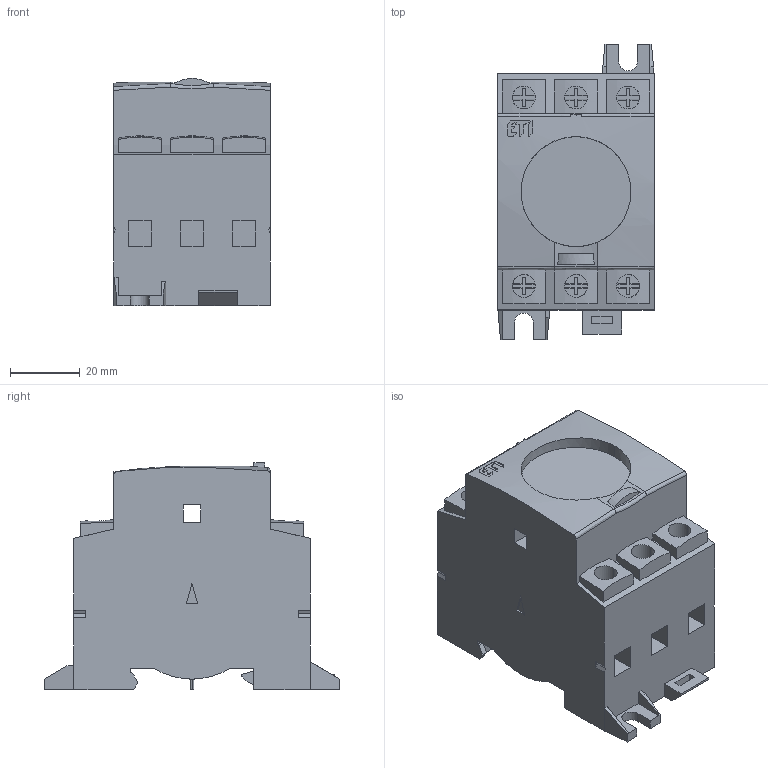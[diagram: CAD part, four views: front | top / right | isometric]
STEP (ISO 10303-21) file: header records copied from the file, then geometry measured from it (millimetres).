
FILE_DESCRIPTION((''),'2;1');
FILE_NAME('CLBS_16_3P','2017-10-25T',('luka.skrinjar'),('Audax d.o.o.'),'CREO PARAMETRIC BY PTC INC, 2016050','CREO PARAMETRIC BY PTC INC, 2016050','');
FILE_SCHEMA(('AUTOMOTIVE_DESIGN { 1 0 10303 214 1 1 1 1 }'));
Length unit declared in the file: millimetre
Products named in the file (1): CLBS_16_3P
Bounding box: 45 x 85 x 65.3 mm (x, y, z)
Volume: 162571.5 mm3; surface area: 25195.5 mm2
Topology: 1 solids, 1 shells, 309 faces, 896 edges, 610 vertices
Faces by surface type: plane 242, extrusion 29, cylinder 25, bspline 6, torus 6, cone 1
Entity records: 15086 total; most frequent: CARTESIAN_POINT 3122, ORIENTED_EDGE 1792, DIRECTION 1359, PRESENTATION_STYLE_ASSIGNMENT 1069, STYLED_ITEM 897, CURVE_STYLE 896, EDGE_CURVE 896, VECTOR 657
